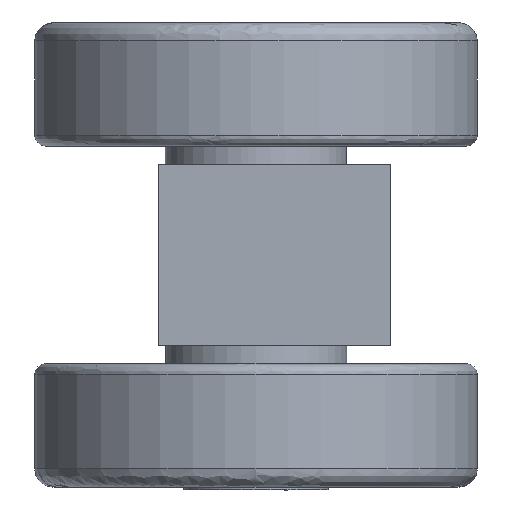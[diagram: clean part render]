
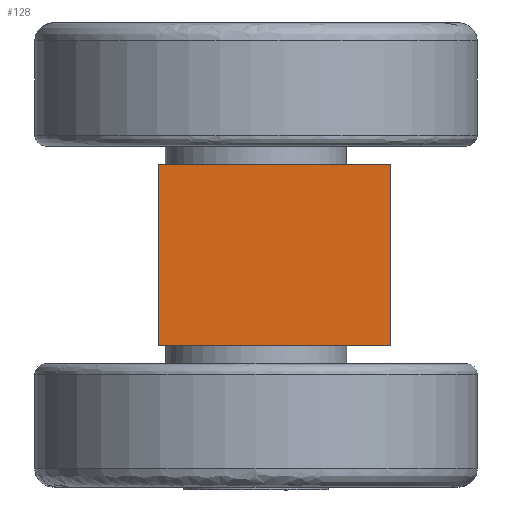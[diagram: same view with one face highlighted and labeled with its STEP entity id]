
A CAD part, left-side view. The second image highlights one B-rep face of the part: STEP entity #128.
In plain terms, the highlighted planar face has unit normal (-1, 0, 0).
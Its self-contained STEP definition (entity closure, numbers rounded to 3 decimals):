
#128=ADVANCED_FACE('',(#1031),#1033,.T.);
#1031=FACE_BOUND('',#1032,.T.);
#1032=EDGE_LOOP('',(#3453,#3454,#3455,#3456));
#1033=PLANE('',#1034);
#1034=AXIS2_PLACEMENT_3D('',#1035,#1036,#1037);
#1035=CARTESIAN_POINT('',(0.,32.,0.));
#1036=DIRECTION('',(-1.,0.,0.));
#1037=DIRECTION('',(0.,-1.,0.));
#3453=ORIENTED_EDGE('',*,*,#5524,.T.);
#3454=ORIENTED_EDGE('',*,*,#5525,.T.);
#3455=ORIENTED_EDGE('',*,*,#5509,.F.);
#3456=ORIENTED_EDGE('',*,*,#5523,.F.);
#5509=EDGE_CURVE('',#6043,#6045,#6046,.T.);
#5523=EDGE_CURVE('',#6069,#6043,#6071,.T.);
#5524=EDGE_CURVE('',#6069,#6072,#6073,.T.);
#5525=EDGE_CURVE('',#6072,#6045,#6074,.T.);
#6043=VERTEX_POINT('',#6617);
#6045=VERTEX_POINT('',#6621);
#6046=LINE('',#6622,#6623);
#6069=VERTEX_POINT('',#7359);
#6071=LINE('',#7363,#7364);
#6072=VERTEX_POINT('',#7366);
#6073=LINE('',#7367,#7368);
#6074=LINE('',#7370,#7371);
#6617=CARTESIAN_POINT('',(0.,32.,25.));
#6621=CARTESIAN_POINT('',(0.,0.,25.));
#6622=CARTESIAN_POINT('',(0.,32.,25.));
#6623=VECTOR('',#6624,1.);
#6624=DIRECTION('',(0.,-1.,0.));
#7359=CARTESIAN_POINT('',(0.,32.,0.));
#7363=CARTESIAN_POINT('',(0.,32.,0.));
#7364=VECTOR('',#7365,1.);
#7365=DIRECTION('',(0.,0.,1.));
#7366=CARTESIAN_POINT('',(0.,0.,0.));
#7367=CARTESIAN_POINT('',(0.,32.,0.));
#7368=VECTOR('',#7369,1.);
#7369=DIRECTION('',(0.,-1.,0.));
#7370=CARTESIAN_POINT('',(0.,0.,0.));
#7371=VECTOR('',#7372,1.);
#7372=DIRECTION('',(0.,0.,1.));
